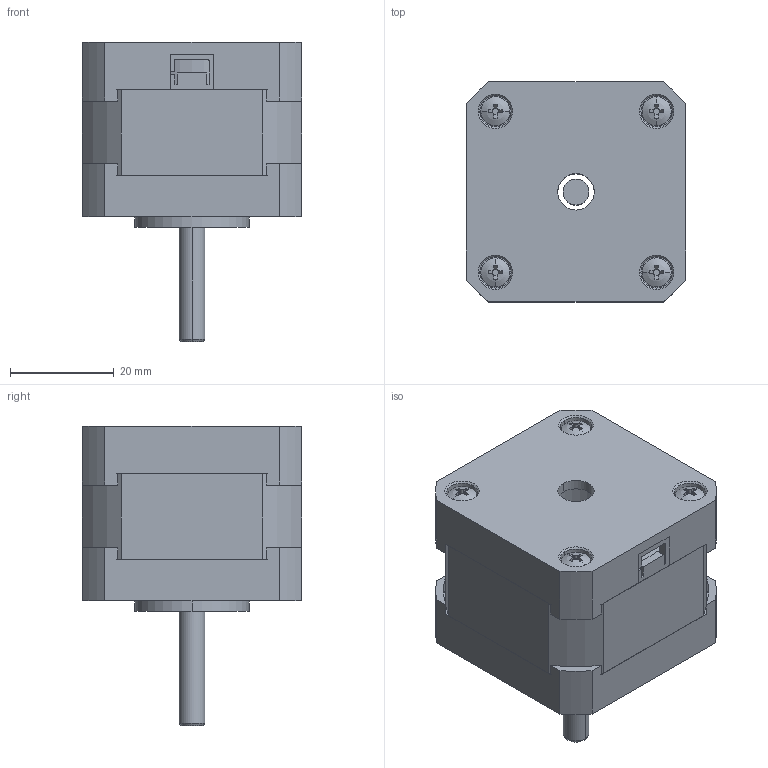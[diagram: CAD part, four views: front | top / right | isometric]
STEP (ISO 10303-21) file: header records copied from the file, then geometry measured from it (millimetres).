
FILE_DESCRIPTION((''),'2;1');
FILE_NAME('FL42STH33-1334MA_ASM','2021-03-11T13:24:19',('yangle'),(''),'CREO PARAMETRIC BY PTC INC, 2017110','CREO PARAMETRIC BY PTC INC, 2017110','');
FILE_SCHEMA(('CONFIG_CONTROL_DESIGN'));
Length unit declared in the file: millimetre
Products named in the file (9): SK423-3D-33; 1_1_01_EB421-003MH_AF0; 1_1_02_EB421-003_ASM; 1_1_03_EB422-004MH_AF0; 1_1_04_EB422-004_ASM; SF42-3D-001; 1_1_14_042001; 1_2_05_130004; FL42STH33-1334MA_ASM
Assembly tree (11 placements, depth 3):
  FL42STH33-1334MA_ASM
    SK423-3D-33
    1_1_02_EB421-003_ASM
      1_1_01_EB421-003MH_AF0
    1_1_04_EB422-004_ASM
      1_1_03_EB422-004MH_AF0
    SF42-3D-001
    1_1_14_042001
    1_2_05_130004  x4
Bounding box: 42.3 x 42.3 x 57.6 mm (x, y, z)
Volume: 39019.8 mm3; surface area: 24578.5 mm2
Topology: 9 solids, 17 shells, 381 faces, 960 edges, 620 vertices
Faces by surface type: plane 179, cylinder 152, cone 34, sphere 8, torus 8
Entity records: 8467 total; most frequent: CARTESIAN_POINT 1582, DIRECTION 1506, ORIENTED_EDGE 1324, EDGE_CURVE 672, AXIS2_PLACEMENT_3D 573, VERTEX_POINT 440, VECTOR 360, LINE 360
